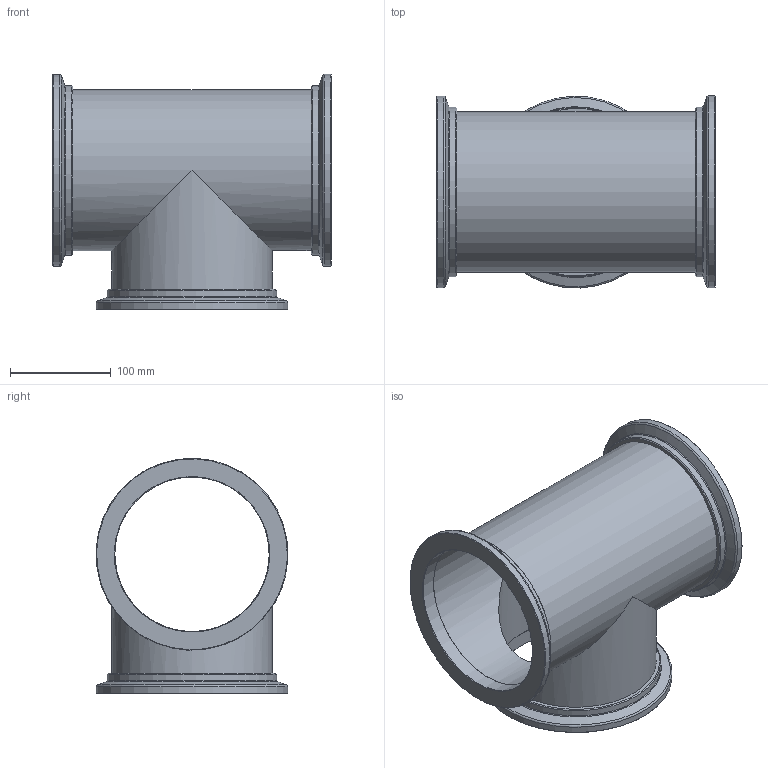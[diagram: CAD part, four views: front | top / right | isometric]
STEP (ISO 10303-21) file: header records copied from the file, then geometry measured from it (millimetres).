
FILE_DESCRIPTION(/* description */ (''),/* implementation_level */ '2;1');
FILE_NAME(/* name */ '33.160003.260.316',/* time_stamp */ '2019-06-18T13:09:47+02:00',/* author */ ('Murat Coskun Bicak'),/* organization */ ('Evac AG'),/* preprocessor_version */ 'ST-DEVELOPER v16.7',/* originating_system */ 'DEX',/* authorisation */ $);
FILE_SCHEMA (('AUTOMOTIVE_DESIGN {1 0 10303 214 3 1 1}'));
Length unit declared in the file: millimetre
Products named in the file (3): 33.160003.260.316; 33.160003.260.316-Rohr; 32.160003.210.316
Assembly tree (4 placements, depth 2):
  33.160003.260.316
    33.160003.260.316-Rohr
    32.160003.210.316  x3
Bounding box: 276 x 190 x 233 mm (x, y, z)
Volume: 787148.9 mm3; surface area: 382788.8 mm2
Topology: 4 solids, 4 shells, 49 faces, 91 edges, 54 vertices
Faces by surface type: cylinder 16, plane 12, cone 12, torus 9
Full cylindrical faces by diameter (mm): 153 x5, 159 x5, 168 x3, 190 x3
Entity records: 558 total; most frequent: DIRECTION 100, CARTESIAN_POINT 74, AXIS2_PLACEMENT_3D 50, ORIENTED_EDGE 48, EDGE_LOOP 44, FACE_BOUND 44, EDGE_CURVE 24, VERTEX_POINT 24
